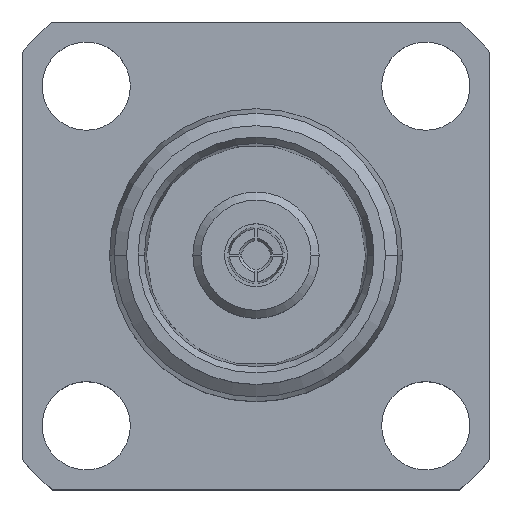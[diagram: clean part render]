
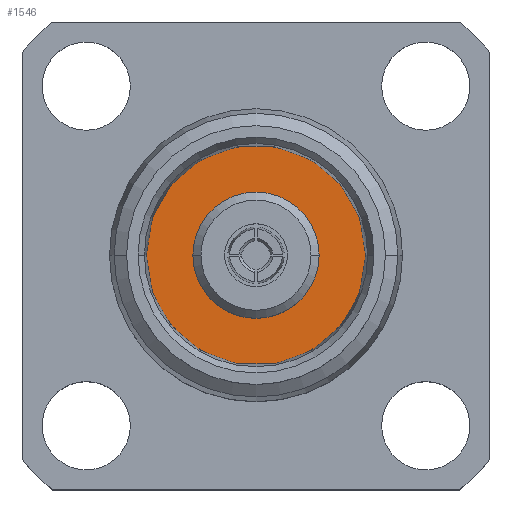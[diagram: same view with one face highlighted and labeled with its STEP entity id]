
A CAD part, top view. The second image highlights one B-rep face of the part: STEP entity #1546.
In plain terms, the highlighted planar face has unit normal (0, 0, 1).
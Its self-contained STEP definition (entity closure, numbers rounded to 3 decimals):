
#64 = ORIENTED_EDGE ( 'NONE', *, *, #603, .F. ) ;
#237 = DIRECTION ( 'NONE',  ( 0., 0., 1. ) ) ;
#268 = CARTESIAN_POINT ( 'NONE',  ( 0., 0., -5.296 ) ) ;
#324 = CARTESIAN_POINT ( 'NONE',  ( 0., 0., -5.296 ) ) ;
#501 = PLANE ( 'NONE',  #655 ) ;
#543 = CARTESIAN_POINT ( 'NONE',  ( 2.36, 0., -5.296 ) ) ;
#603 = EDGE_CURVE ( 'NONE', #3859, #4108, #1853, .T. ) ;
#655 = AXIS2_PLACEMENT_3D ( 'NONE', #2083, #4805, #2487 ) ;
#723 = DIRECTION ( 'NONE',  ( -1., 0., 0. ) ) ;
#912 = CIRCLE ( 'NONE', #4198, 4.105 ) ;
#1028 = EDGE_CURVE ( 'NONE', #3270, #4437, #912, .T. ) ;
#1041 = CARTESIAN_POINT ( 'NONE',  ( 0., 0., -5.296 ) ) ;
#1099 = CIRCLE ( 'NONE', #1442, 2.36 ) ;
#1254 = FACE_OUTER_BOUND ( 'NONE', #2310, .T. ) ;
#1442 = AXIS2_PLACEMENT_3D ( 'NONE', #2571, #237, #2950 ) ;
#1443 = DIRECTION ( 'NONE',  ( -1., 0., 0. ) ) ;
#1546 = ADVANCED_FACE ( 'NONE', ( #1254, #2280 ), #501, .F. ) ;
#1704 = DIRECTION ( 'NONE',  ( -1., 0., 0. ) ) ;
#1842 = CARTESIAN_POINT ( 'NONE',  ( -2.36, 0., -5.296 ) ) ;
#1853 = CIRCLE ( 'NONE', #3181, 2.36 ) ;
#1896 = ORIENTED_EDGE ( 'NONE', *, *, #1028, .F. ) ;
#1909 = EDGE_CURVE ( 'NONE', #4437, #3270, #4676, .T. ) ;
#1994 = AXIS2_PLACEMENT_3D ( 'NONE', #1041, #3770, #1443 ) ;
#2014 = EDGE_LOOP ( 'NONE', ( #64, #4797 ) ) ;
#2083 = CARTESIAN_POINT ( 'NONE',  ( 0., 0., -5.296 ) ) ;
#2280 = FACE_BOUND ( 'NONE', #2014, .T. ) ;
#2310 = EDGE_LOOP ( 'NONE', ( #1896, #3030 ) ) ;
#2487 = DIRECTION ( 'NONE',  ( -1., 0., 0. ) ) ;
#2563 = CARTESIAN_POINT ( 'NONE',  ( -4.105, 0., -5.296 ) ) ;
#2571 = CARTESIAN_POINT ( 'NONE',  ( 0., 0., -5.296 ) ) ;
#2609 = DIRECTION ( 'NONE',  ( 0., 0., 1. ) ) ;
#2950 = DIRECTION ( 'NONE',  ( -1., 0., 0. ) ) ;
#3030 = ORIENTED_EDGE ( 'NONE', *, *, #1909, .F. ) ;
#3043 = DIRECTION ( 'NONE',  ( 0., 0., -1. ) ) ;
#3181 = AXIS2_PLACEMENT_3D ( 'NONE', #268, #2609, #1704 ) ;
#3270 = VERTEX_POINT ( 'NONE', #4333 ) ;
#3770 = DIRECTION ( 'NONE',  ( 0., 0., -1. ) ) ;
#3859 = VERTEX_POINT ( 'NONE', #543 ) ;
#4108 = VERTEX_POINT ( 'NONE', #1842 ) ;
#4198 = AXIS2_PLACEMENT_3D ( 'NONE', #324, #3043, #723 ) ;
#4333 = CARTESIAN_POINT ( 'NONE',  ( 4.105, 0., -5.296 ) ) ;
#4437 = VERTEX_POINT ( 'NONE', #2563 ) ;
#4676 = CIRCLE ( 'NONE', #1994, 4.105 ) ;
#4794 = EDGE_CURVE ( 'NONE', #4108, #3859, #1099, .T. ) ;
#4797 = ORIENTED_EDGE ( 'NONE', *, *, #4794, .F. ) ;
#4805 = DIRECTION ( 'NONE',  ( 0., 0., -1. ) ) ;
